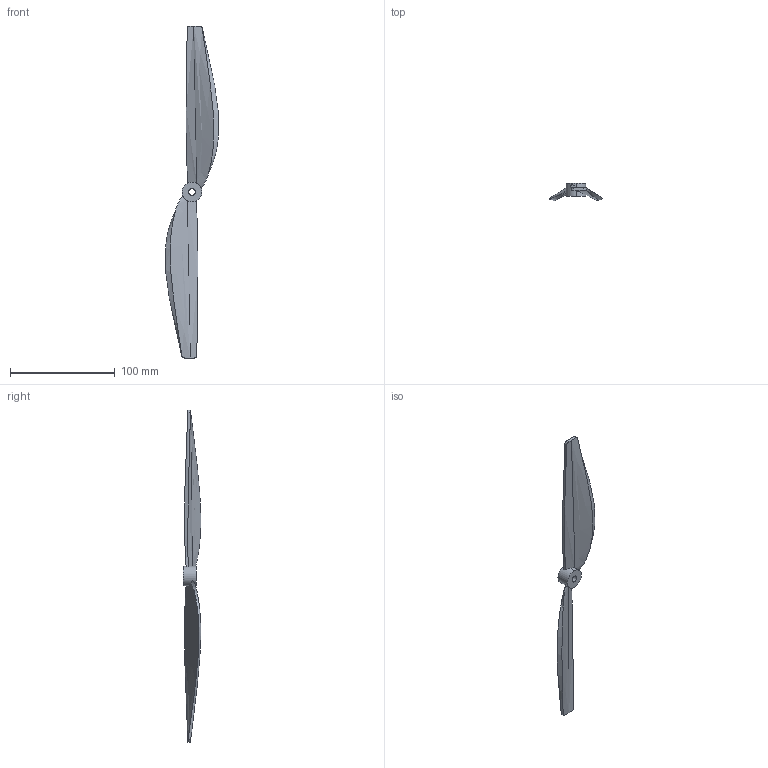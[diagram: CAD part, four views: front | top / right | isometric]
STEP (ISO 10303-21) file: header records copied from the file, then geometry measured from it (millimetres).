
FILE_DESCRIPTION (( 'STEP AP214' ), '1' );
FILE_NAME ('fan step.STEP', '2024-04-01T10:03:43', ( '' ), ( '' ), 'SwSTEP 2.0', 'SolidWorks 2022', '' );
FILE_SCHEMA (( 'AUTOMOTIVE_DESIGN' ));
Length unit declared in the file: inch
Products named in the file (1): fan step
Bounding box: 50.86 x 16.86 x 317.5 mm (x, y, z)
Volume: 24862.7 mm3; surface area: 18717.9 mm2
Topology: 1 solids, 1 shells, 22 faces, 60 edges, 40 vertices
Faces by surface type: bspline 14, cylinder 4, plane 4
Entity records: 1558 total; most frequent: CARTESIAN_POINT 785, ORIENTED_EDGE 120, EDGE_CURVE 60, DIRECTION 46, B_SPLINE_CURVE_WITH_KNOTS 40, VERTEX_POINT 40, DIMENSIONAL_EXPONENTS 25, LENGTH_MEASURE_WITH_UNIT 25
